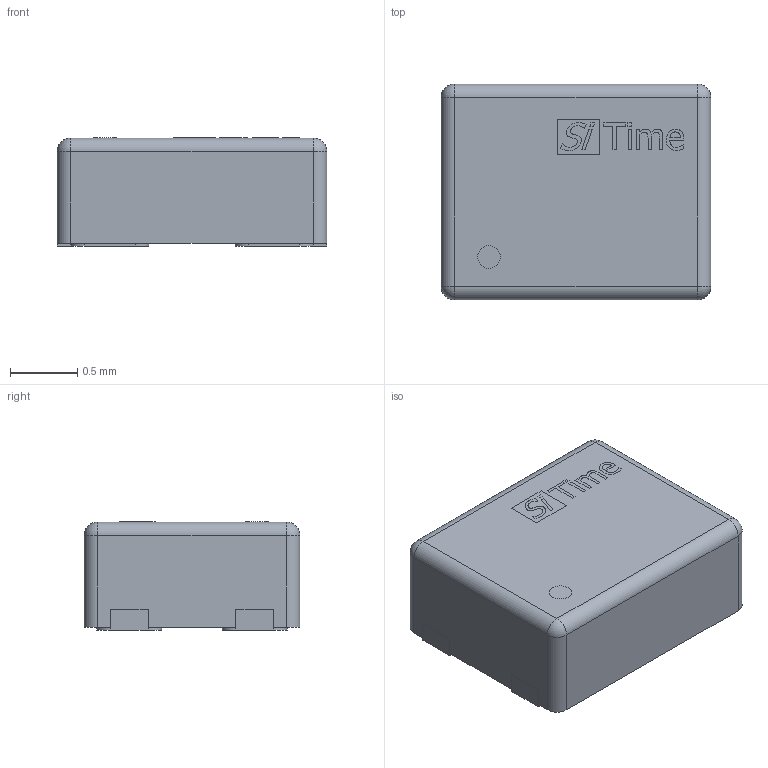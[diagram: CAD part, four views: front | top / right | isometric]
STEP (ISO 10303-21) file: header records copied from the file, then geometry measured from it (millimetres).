
FILE_DESCRIPTION(/* description */ (''),/* implementation_level */ '2;1');
FILE_NAME(/* name */ '1.stp',/* time_stamp */ '2022-02-22T12:22:11+02:00',/* author */ ('Karim'),/* organization */ (''),/* preprocessor_version */ 'ST-DEVELOPER v15.6',/* originating_system */ 'Autodesk Inventor 2015',/* authorisation */ '');
FILE_SCHEMA (('AUTOMOTIVE_DESIGN { 1 0 10303 214 3 1 1 }'));
Length unit declared in the file: millimetre
Products named in the file (6): 1; 2; 3; SiTime Logo
Bounding box: 2 x 1.6 x 0.8 mm (x, y, z)
Volume: 2.5 mm3; surface area: 16.9 mm2
Topology: 12 solids, 12 shells, 210 faces, 546 edges, 360 vertices
Faces by surface type: plane 126, bspline 41, cylinder 39, sphere 4
Full cylindrical faces by diameter (mm): 0.168 x1
Entity records: 6845 total; most frequent: CARTESIAN_POINT 1755, ORIENTED_EDGE 1090, DIRECTION 901, EDGE_CURVE 545, LINE 385, VECTOR 385, VERTEX_POINT 360, AXIS2_PLACEMENT_3D 258
